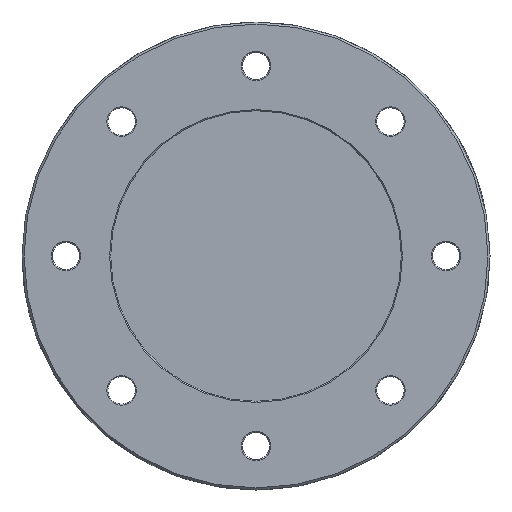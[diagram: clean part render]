
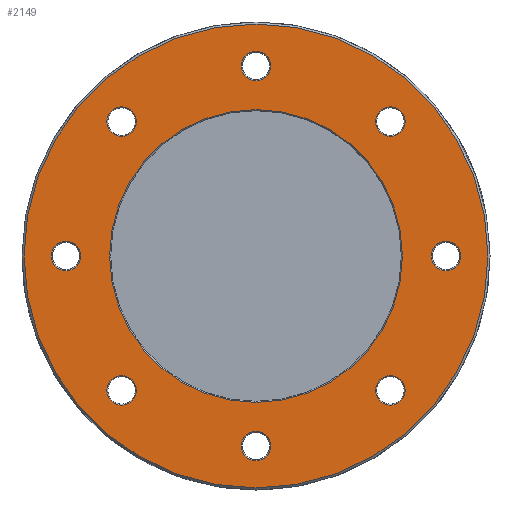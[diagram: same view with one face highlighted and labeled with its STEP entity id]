
A CAD part, front view. The second image highlights one B-rep face of the part: STEP entity #2149.
In plain terms, the highlighted planar face has unit normal (0, -1, 0).
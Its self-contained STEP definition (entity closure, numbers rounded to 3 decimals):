
#423=PLANE('',#2339);
#460=FACE_BOUND('',#659,.T.);
#461=FACE_BOUND('',#660,.T.);
#462=FACE_BOUND('',#661,.T.);
#463=FACE_BOUND('',#662,.T.);
#464=FACE_BOUND('',#663,.T.);
#465=FACE_BOUND('',#664,.T.);
#466=FACE_BOUND('',#665,.T.);
#467=FACE_BOUND('',#666,.T.);
#468=FACE_BOUND('',#667,.T.);
#521=FACE_OUTER_BOUND('',#658,.T.);
#658=EDGE_LOOP('',(#1501));
#659=EDGE_LOOP('',(#1502));
#660=EDGE_LOOP('',(#1503));
#661=EDGE_LOOP('',(#1504));
#662=EDGE_LOOP('',(#1505));
#663=EDGE_LOOP('',(#1506));
#664=EDGE_LOOP('',(#1507));
#665=EDGE_LOOP('',(#1508));
#666=EDGE_LOOP('',(#1509));
#667=EDGE_LOOP('',(#1510));
#854=CIRCLE('',#2338,35.5);
#855=CIRCLE('',#2340,56.25);
#856=CIRCLE('',#2341,3.574);
#857=CIRCLE('',#2342,3.574);
#858=CIRCLE('',#2343,3.574);
#859=CIRCLE('',#2344,3.574);
#860=CIRCLE('',#2345,3.574);
#861=CIRCLE('',#2346,3.574);
#862=CIRCLE('',#2347,3.574);
#863=CIRCLE('',#2348,3.574);
#963=VERTEX_POINT('',#3045);
#964=VERTEX_POINT('',#3048);
#965=VERTEX_POINT('',#3050);
#966=VERTEX_POINT('',#3052);
#967=VERTEX_POINT('',#3054);
#968=VERTEX_POINT('',#3056);
#969=VERTEX_POINT('',#3058);
#970=VERTEX_POINT('',#3060);
#971=VERTEX_POINT('',#3062);
#972=VERTEX_POINT('',#3064);
#1187=EDGE_CURVE('',#963,#963,#854,.T.);
#1188=EDGE_CURVE('',#964,#964,#855,.T.);
#1189=EDGE_CURVE('',#965,#965,#856,.T.);
#1190=EDGE_CURVE('',#966,#966,#857,.T.);
#1191=EDGE_CURVE('',#967,#967,#858,.T.);
#1192=EDGE_CURVE('',#968,#968,#859,.T.);
#1193=EDGE_CURVE('',#969,#969,#860,.T.);
#1194=EDGE_CURVE('',#970,#970,#861,.T.);
#1195=EDGE_CURVE('',#971,#971,#862,.T.);
#1196=EDGE_CURVE('',#972,#972,#863,.T.);
#1501=ORIENTED_EDGE('',*,*,#1188,.F.);
#1502=ORIENTED_EDGE('',*,*,#1189,.F.);
#1503=ORIENTED_EDGE('',*,*,#1190,.F.);
#1504=ORIENTED_EDGE('',*,*,#1191,.F.);
#1505=ORIENTED_EDGE('',*,*,#1192,.F.);
#1506=ORIENTED_EDGE('',*,*,#1193,.F.);
#1507=ORIENTED_EDGE('',*,*,#1194,.F.);
#1508=ORIENTED_EDGE('',*,*,#1195,.F.);
#1509=ORIENTED_EDGE('',*,*,#1196,.F.);
#1510=ORIENTED_EDGE('',*,*,#1187,.F.);
#2149=ADVANCED_FACE('',(#521,#460,#461,#462,#463,#464,#465,#466,#467,#468),
#423,.T.);
#2338=AXIS2_PLACEMENT_3D('',#3046,#2539,#2540);
#2339=AXIS2_PLACEMENT_3D('',#3047,#2541,#2542);
#2340=AXIS2_PLACEMENT_3D('',#3049,#2543,#2544);
#2341=AXIS2_PLACEMENT_3D('',#3051,#2545,#2546);
#2342=AXIS2_PLACEMENT_3D('',#3053,#2547,#2548);
#2343=AXIS2_PLACEMENT_3D('',#3055,#2549,#2550);
#2344=AXIS2_PLACEMENT_3D('',#3057,#2551,#2552);
#2345=AXIS2_PLACEMENT_3D('',#3059,#2553,#2554);
#2346=AXIS2_PLACEMENT_3D('',#3061,#2555,#2556);
#2347=AXIS2_PLACEMENT_3D('',#3063,#2557,#2558);
#2348=AXIS2_PLACEMENT_3D('',#3065,#2559,#2560);
#2539=DIRECTION('center_axis',(0.,-1.,0.));
#2540=DIRECTION('ref_axis',(1.,0.,0.));
#2541=DIRECTION('center_axis',(0.,-1.,0.));
#2542=DIRECTION('ref_axis',(0.,0.,-1.));
#2543=DIRECTION('center_axis',(0.,1.,0.));
#2544=DIRECTION('ref_axis',(1.,0.,0.));
#2545=DIRECTION('center_axis',(0.,-1.,0.));
#2546=DIRECTION('ref_axis',(0.,0.,1.));
#2547=DIRECTION('center_axis',(0.,-1.,0.));
#2548=DIRECTION('ref_axis',(-1.,0.,0.));
#2549=DIRECTION('center_axis',(0.,-1.,0.));
#2550=DIRECTION('ref_axis',(0.,0.,-1.));
#2551=DIRECTION('center_axis',(0.,-1.,0.));
#2552=DIRECTION('ref_axis',(1.,0.,0.));
#2553=DIRECTION('center_axis',(0.,-1.,0.));
#2554=DIRECTION('ref_axis',(0.707,0.,-0.707));
#2555=DIRECTION('center_axis',(0.,-1.,0.));
#2556=DIRECTION('ref_axis',(-0.707,0.,-0.707));
#2557=DIRECTION('center_axis',(0.,-1.,0.));
#2558=DIRECTION('ref_axis',(-0.707,0.,0.707));
#2559=DIRECTION('center_axis',(0.,-1.,0.));
#2560=DIRECTION('ref_axis',(0.707,0.,0.707));
#3045=CARTESIAN_POINT('',(-35.5,0.,0.));
#3046=CARTESIAN_POINT('Origin',(0.,0.,0.));
#3047=CARTESIAN_POINT('Origin',(-56.75,0.,0.));
#3048=CARTESIAN_POINT('',(-56.25,0.,0.));
#3049=CARTESIAN_POINT('Origin',(0.,0.,0.));
#3050=CARTESIAN_POINT('',(46.1,0.,-3.574));
#3051=CARTESIAN_POINT('Origin',(46.1,0.,0.));
#3052=CARTESIAN_POINT('',(3.574,0.,46.1));
#3053=CARTESIAN_POINT('Origin',(0.,0.,46.1));
#3054=CARTESIAN_POINT('',(-46.1,0.,3.574));
#3055=CARTESIAN_POINT('Origin',(-46.1,0.,0.));
#3056=CARTESIAN_POINT('',(-3.574,0.,-46.1));
#3057=CARTESIAN_POINT('Origin',(0.,0.,-46.1));
#3058=CARTESIAN_POINT('',(-35.124,0.,-30.071));
#3059=CARTESIAN_POINT('Origin',(-32.598,0.,-32.598));
#3060=CARTESIAN_POINT('',(-30.071,0.,35.124));
#3061=CARTESIAN_POINT('Origin',(-32.598,0.,32.598));
#3062=CARTESIAN_POINT('',(35.124,0.,30.071));
#3063=CARTESIAN_POINT('Origin',(32.598,0.,32.598));
#3064=CARTESIAN_POINT('',(30.071,0.,-35.124));
#3065=CARTESIAN_POINT('Origin',(32.598,0.,-32.598));
